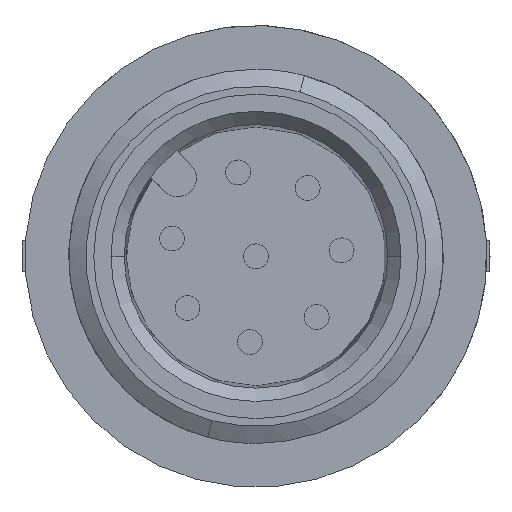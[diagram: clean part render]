
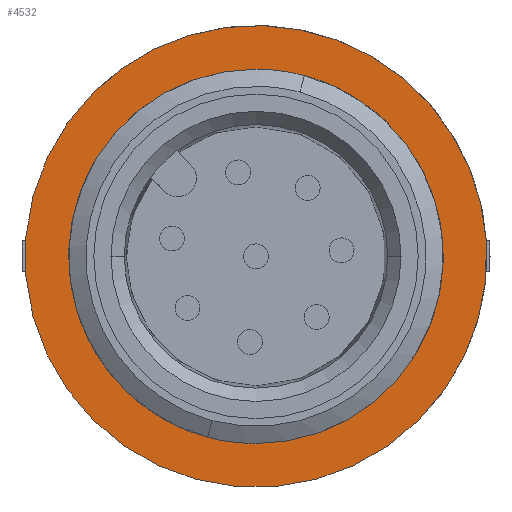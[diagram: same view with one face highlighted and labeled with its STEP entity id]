
A CAD part, left-side view. The second image highlights one B-rep face of the part: STEP entity #4532.
In plain terms, the highlighted face is planar.
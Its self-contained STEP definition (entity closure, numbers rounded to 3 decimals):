
#4460=CARTESIAN_POINT('',(20.854,25.839,222.));
#4461=VERTEX_POINT('',#4460);
#4468=CARTESIAN_POINT('',(15.279,38.106,222.));
#4469=VERTEX_POINT('',#4468);
#4470=CARTESIAN_POINT('',(20.854,33.239,222.));
#4471=DIRECTION('',(-0.,-0.,1.));
#4472=DIRECTION('',(0.,1.,0.));
#4473=AXIS2_PLACEMENT_3D('',#4470,#4471,#4472);
#4474=CIRCLE('',#4473,7.4);
#4475=EDGE_CURVE('',#4469,#4461,#4474,.T.);
#4477=CARTESIAN_POINT('',(20.854,40.639,222.));
#4478=VERTEX_POINT('',#4477);
#4479=CARTESIAN_POINT('',(20.854,33.239,222.));
#4480=DIRECTION('',(-0.,-0.,1.));
#4481=DIRECTION('',(0.,1.,0.));
#4482=AXIS2_PLACEMENT_3D('',#4479,#4480,#4481);
#4483=CIRCLE('',#4482,7.4);
#4484=EDGE_CURVE('',#4478,#4469,#4483,.T.);
#4496=CARTESIAN_POINT('',(26.515,36.733,222.));
#4497=DIRECTION('',(-0.,-0.,1.));
#4498=DIRECTION('',(-1.,0.,-0.));
#4499=AXIS2_PLACEMENT_3D('',#4496,#4497,#4498);
#4500=PLANE('',#4499);
#4501=CARTESIAN_POINT('',(25.096,37.482,222.));
#4502=VERTEX_POINT('',#4501);
#4503=CARTESIAN_POINT('',(16.611,28.996,222.));
#4504=VERTEX_POINT('',#4503);
#4505=CARTESIAN_POINT('',(20.854,33.239,222.));
#4506=DIRECTION('',(-0.,-0.,1.));
#4507=DIRECTION('',(-0.707,-0.707,-0.));
#4508=AXIS2_PLACEMENT_3D('',#4505,#4506,#4507);
#4509=CIRCLE('',#4508,6.);
#4510=EDGE_CURVE('',#4502,#4504,#4509,.T.);
#4511=ORIENTED_EDGE('',*,*,#4510,.F.);
#4512=CARTESIAN_POINT('',(20.854,33.239,222.));
#4513=DIRECTION('',(-0.,-0.,1.));
#4514=DIRECTION('',(-0.707,-0.707,-0.));
#4515=AXIS2_PLACEMENT_3D('',#4512,#4513,#4514);
#4516=CIRCLE('',#4515,6.);
#4517=EDGE_CURVE('',#4504,#4502,#4516,.T.);
#4518=ORIENTED_EDGE('',*,*,#4517,.F.);
#4519=EDGE_LOOP('',(#4511,#4518));
#4520=FACE_BOUND('',#4519,.T.);
#4521=ORIENTED_EDGE('',*,*,#4484,.T.);
#4522=ORIENTED_EDGE('',*,*,#4475,.T.);
#4523=CARTESIAN_POINT('',(20.854,33.239,222.));
#4524=DIRECTION('',(-0.,-0.,1.));
#4525=DIRECTION('',(0.,1.,0.));
#4526=AXIS2_PLACEMENT_3D('',#4523,#4524,#4525);
#4527=CIRCLE('',#4526,7.4);
#4528=EDGE_CURVE('',#4461,#4478,#4527,.T.);
#4529=ORIENTED_EDGE('',*,*,#4528,.T.);
#4530=EDGE_LOOP('',(#4521,#4522,#4529));
#4531=FACE_BOUND('',#4530,.T.);
#4532=ADVANCED_FACE('',(#4520,#4531),#4500,.T.);
